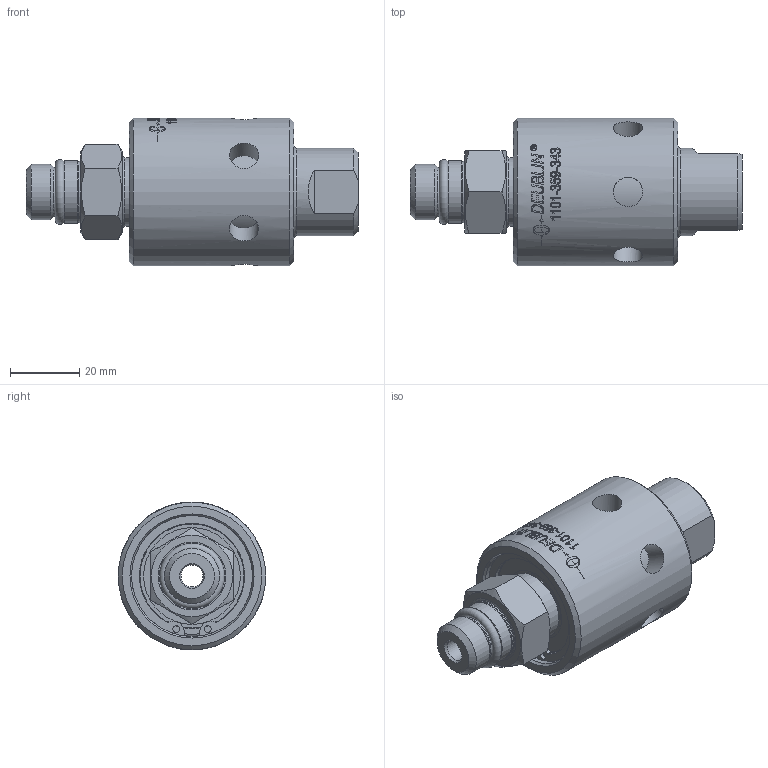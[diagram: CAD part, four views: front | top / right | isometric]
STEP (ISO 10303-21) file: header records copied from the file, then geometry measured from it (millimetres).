
FILE_DESCRIPTION(/* description */ (''),/* implementation_level */ '2;1');
FILE_NAME(/* name */ '1101-359-343-IC.stp',/* time_stamp */ '2020-05-13T15:13:06-05:00',/* author */ ('Moorera'),/* organization */ (''),/* preprocessor_version */ 'ST-DEVELOPER v18.1',/* originating_system */ 'Autodesk Inventor 2020',/* authorisation */ '');
FILE_SCHEMA (('AUTOMOTIVE_DESIGN { 1 0 10303 214 3 1 1 }'));
Length unit declared in the file: millimetre
Products named in the file (1): 1101-359-343-IC
Bounding box: 96.18 x 42.8 x 42.8 mm (x, y, z)
Volume: 76992.8 mm3; surface area: 19099 mm2
Topology: 2 solids, 4 shells, 416 faces, 1113 edges, 746 vertices
Faces by surface type: plane 192, bspline 120, cylinder 77, torus 15, cone 12
Full cylindrical faces by diameter (mm): 1.981 x2, 6.35 x1, 8.5 x6, 13.6 x2, 14.6 x1, 14.95 x1, 15 x1, 16 x1, 17.793 x1, 17.993 x1, 19.96 x1, 21.675 x1, 25.4 x1, 28.062 x1, 30.125 x1, 30.4 x1, 35 x1, 35.006 x1, 35.05 x1, 37.19 x1, 42.8 x1
Entity records: 17784 total; most frequent: CARTESIAN_POINT 7641, ORIENTED_EDGE 2226, DIRECTION 1858, EDGE_CURVE 1113, VERTEX_POINT 746, AXIS2_PLACEMENT_3D 727, EDGE_LOOP 475, FACE_OUTER_BOUND 416
